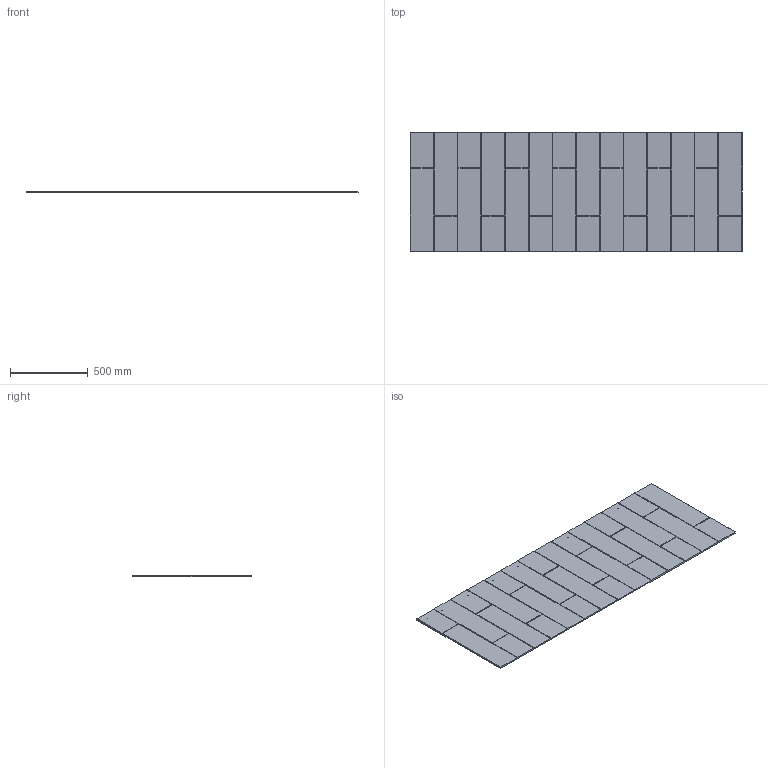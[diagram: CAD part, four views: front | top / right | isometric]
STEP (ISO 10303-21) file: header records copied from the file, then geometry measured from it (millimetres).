
FILE_DESCRIPTION (( 'STEP AP203' ), '1' );
FILE_NAME ('MSMK8430.STEP', '2021-10-26T14:01:28', ( '' ), ( '' ), 'SwSTEP 2.0', 'SolidWorks 2020', '' );
FILE_SCHEMA (( 'CONFIG_CONTROL_DESIGN' ));
Length unit declared in the file: millimetre
Products named in the file (1): MSMK8430
Bounding box: 2134.57 x 762 x 9.53 mm (x, y, z)
Volume: 15450323 mm3; surface area: 3315846.9 mm2
Topology: 1 solids, 1 shells, 481 faces, 1259 edges, 795 vertices
Faces by surface type: cylinder 197, plane 134, bspline 113, torus 32, cone 4, sphere 1
Entity records: 28244 total; most frequent: CARTESIAN_POINT 17512, ORIENTED_EDGE 2516, DIRECTION 1739, EDGE_CURVE 1258, VERTEX_POINT 795, AXIS2_PLACEMENT_3D 609, VECTOR 521, LINE 521
